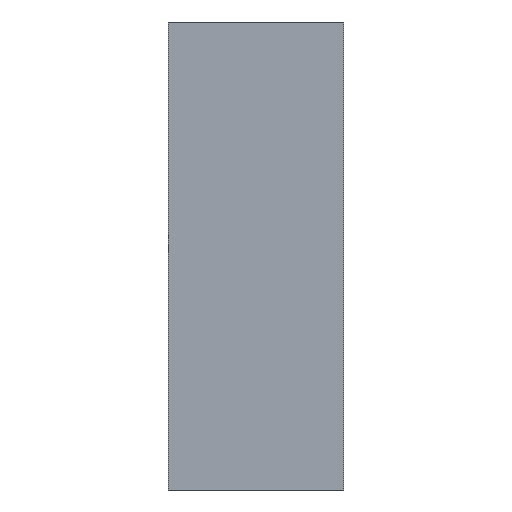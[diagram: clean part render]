
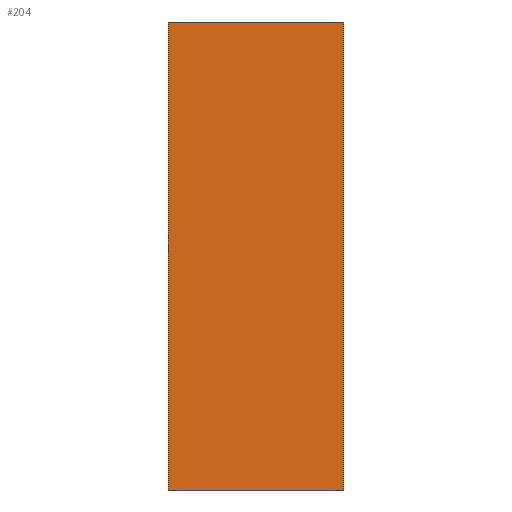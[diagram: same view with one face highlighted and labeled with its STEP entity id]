
A CAD part, left-side view. The second image highlights one B-rep face of the part: STEP entity #204.
In plain terms, the highlighted planar face has unit normal (-1, 0, 0).
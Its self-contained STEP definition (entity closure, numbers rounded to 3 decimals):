
#4 = FACE_OUTER_BOUND ( 'NONE', #449, .T. ) ;
#8 = VERTEX_POINT ( 'NONE', #348 ) ;
#20 = VERTEX_POINT ( 'NONE', #36 ) ;
#24 = VERTEX_POINT ( 'NONE', #344 ) ;
#28 = CARTESIAN_POINT ( 'NONE',  ( -1.6, 0., 0.8 ) ) ;
#36 = CARTESIAN_POINT ( 'NONE',  ( -1.6, 0.6, 0.8 ) ) ;
#41 = ORIENTED_EDGE ( 'NONE', *, *, #155, .T. ) ;
#58 = CARTESIAN_POINT ( 'NONE',  ( -1.6, 0.6, 0.8 ) ) ;
#90 = CARTESIAN_POINT ( 'NONE',  ( -1.6, 0., 0.8 ) ) ;
#114 = EDGE_CURVE ( 'NONE', #8, #24, #159, .T. ) ;
#115 = VECTOR ( 'NONE', #352, 1000. ) ;
#120 = CARTESIAN_POINT ( 'NONE',  ( -1.6, 0.6, 0.8 ) ) ;
#145 = LINE ( 'NONE', #58, #423 ) ;
#155 = EDGE_CURVE ( 'NONE', #24, #276, #442, .T. ) ;
#159 = LINE ( 'NONE', #322, #115 ) ;
#197 = DIRECTION ( 'NONE',  ( 0., -1., 0. ) ) ;
#198 = PLANE ( 'NONE',  #214 ) ;
#204 = ADVANCED_FACE ( 'NONE', ( #4 ), #198, .F. ) ;
#214 = AXIS2_PLACEMENT_3D ( 'NONE', #372, #438, #446 ) ;
#219 = ORIENTED_EDGE ( 'NONE', *, *, #306, .F. ) ;
#224 = ORIENTED_EDGE ( 'NONE', *, *, #290, .F. ) ;
#276 = VERTEX_POINT ( 'NONE', #90 ) ;
#290 = EDGE_CURVE ( 'NONE', #20, #276, #431, .T. ) ;
#299 = DIRECTION ( 'NONE',  ( 0., 0., 1. ) ) ;
#306 = EDGE_CURVE ( 'NONE', #8, #20, #145, .T. ) ;
#322 = CARTESIAN_POINT ( 'NONE',  ( -1.6, 0.6, -0.8 ) ) ;
#338 = VECTOR ( 'NONE', #197, 1000. ) ;
#344 = CARTESIAN_POINT ( 'NONE',  ( -1.6, 0., -0.8 ) ) ;
#348 = CARTESIAN_POINT ( 'NONE',  ( -1.6, 0.6, -0.8 ) ) ;
#352 = DIRECTION ( 'NONE',  ( 0., -1., 0. ) ) ;
#372 = CARTESIAN_POINT ( 'NONE',  ( -1.6, 0.6, 0.8 ) ) ;
#377 = DIRECTION ( 'NONE',  ( 0., 0., 1. ) ) ;
#388 = ORIENTED_EDGE ( 'NONE', *, *, #114, .T. ) ;
#423 = VECTOR ( 'NONE', #299, 1000. ) ;
#431 = LINE ( 'NONE', #120, #338 ) ;
#438 = DIRECTION ( 'NONE',  ( 1., 0., 0. ) ) ;
#441 = VECTOR ( 'NONE', #377, 1000. ) ;
#442 = LINE ( 'NONE', #28, #441 ) ;
#446 = DIRECTION ( 'NONE',  ( 0., 0., -1. ) ) ;
#449 = EDGE_LOOP ( 'NONE', ( #41, #224, #219, #388 ) ) ;
